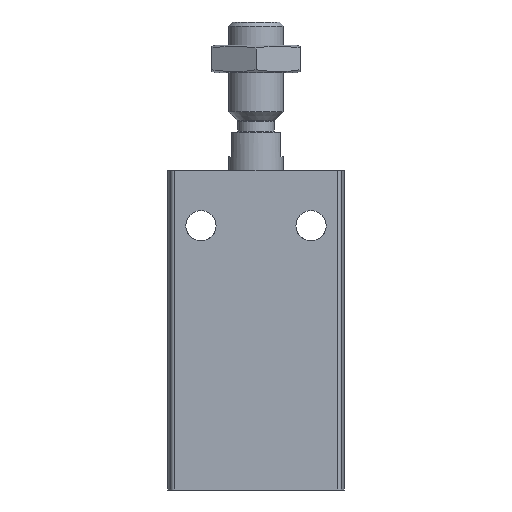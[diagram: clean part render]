
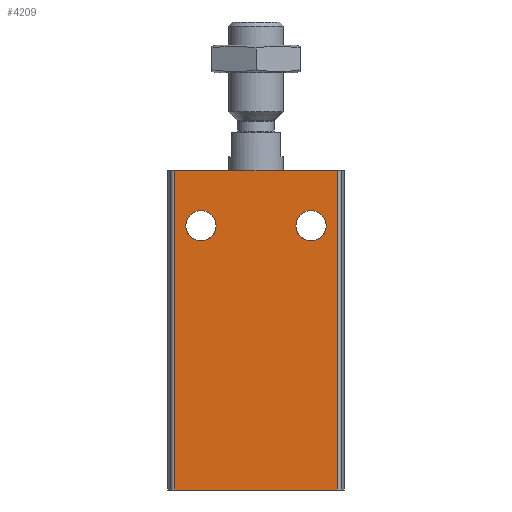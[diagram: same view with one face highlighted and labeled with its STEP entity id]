
A CAD part, front view. The second image highlights one B-rep face of the part: STEP entity #4209.
In plain terms, the highlighted planar face has unit normal (0, -1, 0).
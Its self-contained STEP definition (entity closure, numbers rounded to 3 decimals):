
#116=PLANE('',#4647);
#402=LINE('',#7152,#736);
#412=LINE('',#7203,#746);
#425=LINE('',#7245,#759);
#426=LINE('',#7246,#760);
#736=VECTOR('',#5563,1000.);
#746=VECTOR('',#5609,1000.);
#759=VECTOR('',#5650,1000.);
#760=VECTOR('',#5651,1000.);
#836=CIRCLE('',#4369,2.75);
#902=CIRCLE('',#4507,2.75);
#1716=ORIENTED_EDGE('',*,*,#2270,.F.);
#1717=ORIENTED_EDGE('',*,*,#2502,.F.);
#1718=ORIENTED_EDGE('',*,*,#2669,.T.);
#1719=ORIENTED_EDGE('',*,*,#2721,.T.);
#1720=ORIENTED_EDGE('',*,*,#2696,.F.);
#1721=ORIENTED_EDGE('',*,*,#2722,.F.);
#2270=EDGE_CURVE('',#2876,#2876,#836,.T.);
#2502=EDGE_CURVE('',#3055,#3055,#902,.T.);
#2669=EDGE_CURVE('',#3177,#3176,#402,.T.);
#2696=EDGE_CURVE('',#3199,#3200,#412,.T.);
#2721=EDGE_CURVE('',#3176,#3200,#425,.T.);
#2722=EDGE_CURVE('',#3177,#3199,#426,.T.);
#2876=VERTEX_POINT('',#6133);
#3055=VERTEX_POINT('',#6734);
#3176=VERTEX_POINT('',#7151);
#3177=VERTEX_POINT('',#7153);
#3199=VERTEX_POINT('',#7202);
#3200=VERTEX_POINT('',#7204);
#3488=EDGE_LOOP('',(#1716));
#3489=EDGE_LOOP('',(#1717));
#3490=EDGE_LOOP('',(#1718,#1719,#1720,#1721));
#3796=FACE_BOUND('',#3488,.T.);
#3797=FACE_BOUND('',#3489,.T.);
#3798=FACE_BOUND('',#3490,.T.);
#4209=ADVANCED_FACE('',(#3796,#3797,#3798),#116,.T.);
#4369=AXIS2_PLACEMENT_3D('',#6132,#4835,#4836);
#4507=AXIS2_PLACEMENT_3D('',#6733,#5253,#5254);
#4647=AXIS2_PLACEMENT_3D('',#7244,#5648,#5649);
#4835=DIRECTION('',(0.,-1.,0.));
#4836=DIRECTION('',(0.,0.,-1.));
#5253=DIRECTION('',(0.,-1.,0.));
#5254=DIRECTION('',(0.,0.,-1.));
#5563=DIRECTION('',(1.,0.,0.));
#5609=DIRECTION('',(1.,0.,0.));
#5648=DIRECTION('',(0.,-1.,0.));
#5649=DIRECTION('',(0.,0.,-1.));
#5650=DIRECTION('',(0.,0.,1.));
#5651=DIRECTION('',(0.,0.,1.));
#6132=CARTESIAN_POINT('',(-10.,-25.,-10.));
#6133=CARTESIAN_POINT('',(-10.,-25.,-12.75));
#6733=CARTESIAN_POINT('',(10.,-25.,-10.));
#6734=CARTESIAN_POINT('',(10.,-25.,-12.75));
#7151=CARTESIAN_POINT('',(14.76,-25.,-58.));
#7152=CARTESIAN_POINT('',(-16.,-25.,-58.));
#7153=CARTESIAN_POINT('',(-14.76,-25.,-58.));
#7202=CARTESIAN_POINT('',(-14.76,-25.,0.));
#7203=CARTESIAN_POINT('',(-16.,-25.,0.));
#7204=CARTESIAN_POINT('',(14.76,-25.,0.));
#7244=CARTESIAN_POINT('',(-16.,-25.,-58.));
#7245=CARTESIAN_POINT('',(14.76,-25.,-58.));
#7246=CARTESIAN_POINT('',(-14.76,-25.,-58.));
